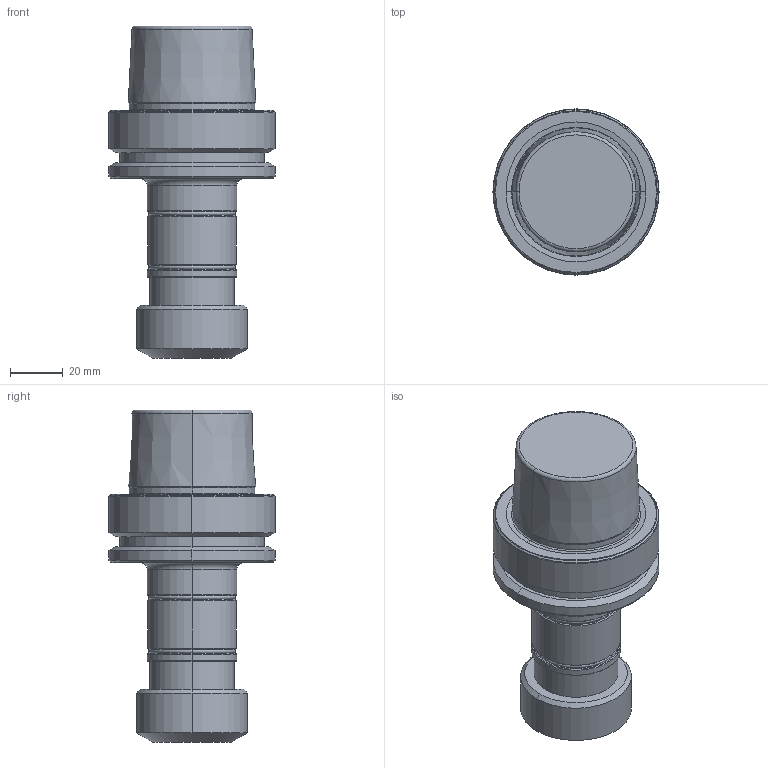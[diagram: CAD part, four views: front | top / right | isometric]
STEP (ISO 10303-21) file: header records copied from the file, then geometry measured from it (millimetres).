
FILE_DESCRIPTION (( 'STEP AP203' ), '1' );
FILE_NAME ('HSK-A 63 ER 25 094 MLC.STEP', '2019-05-16T08:58:10', ( '' ), ( '' ), 'SwSTEP 2.0', 'SolidWorks 2014', '' );
FILE_SCHEMA (( 'CONFIG_CONTROL_DESIGN' ));
Length unit declared in the file: millimetre
Products named in the file (1): HSK-A  63 ER 25 094 MLC
Bounding box: 63 x 63 x 125.9 mm (x, y, z)
Volume: 200783.9 mm3; surface area: 25448.9 mm2
Topology: 1 solids, 1 shells, 76 faces, 150 edges, 86 vertices
Faces by surface type: cone 28, cylinder 18, torus 18, plane 12
Entity records: 2039 total; most frequent: DIRECTION 408, CARTESIAN_POINT 313, ORIENTED_EDGE 300, AXIS2_PLACEMENT_3D 181, EDGE_CURVE 150, CIRCLE 104, VERTEX_POINT 86, EDGE_LOOP 86
